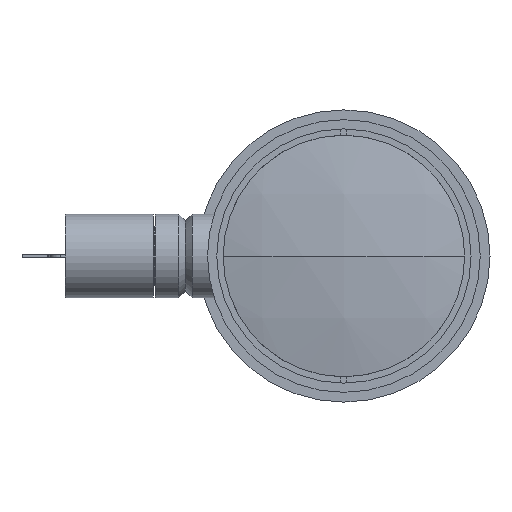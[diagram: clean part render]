
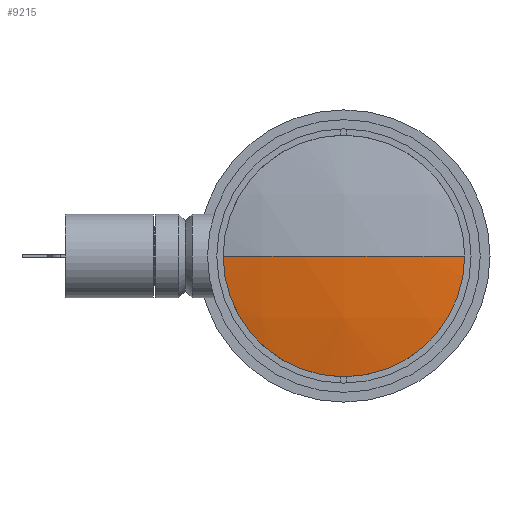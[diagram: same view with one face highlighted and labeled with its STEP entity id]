
A CAD part, left-side view. The second image highlights one B-rep face of the part: STEP entity #9215.
In plain terms, the highlighted spherical face has radius 151.75 mm.
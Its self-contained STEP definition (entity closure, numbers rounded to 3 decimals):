
#4999 = EDGE_CURVE ( 'NONE', #26660, #36030, #13353, .T. ) ;
#6311 = CIRCLE ( 'NONE', #34913, 151.75 ) ;
#6704 = CARTESIAN_POINT ( 'NONE',  ( 0., 0., 0. ) ) ;
#9215 = ADVANCED_FACE ( 'NONE', ( #80137 ), #56777, .T. ) ;
#13353 = CIRCLE ( 'NONE', #27216, 31.5 ) ;
#17759 = ORIENTED_EDGE ( 'NONE', *, *, #25263, .T. ) ;
#18453 = DIRECTION ( 'NONE',  ( 0., 0., -1. ) ) ;
#22270 = CARTESIAN_POINT ( 'NONE',  ( 3.305, 0., -31.5 ) ) ;
#25263 = EDGE_CURVE ( 'NONE', #34674, #26660, #81717, .T. ) ;
#26660 = VERTEX_POINT ( 'NONE', #22270 ) ;
#26949 = DIRECTION ( 'NONE',  ( 0., 0., -1. ) ) ;
#27216 = AXIS2_PLACEMENT_3D ( 'NONE', #59632, #89958, #52173 ) ;
#30579 = AXIS2_PLACEMENT_3D ( 'NONE', #50798, #26949, #58256 ) ;
#31205 = ORIENTED_EDGE ( 'NONE', *, *, #62401, .F. ) ;
#31882 = CARTESIAN_POINT ( 'NONE',  ( 151.75, 0., 0. ) ) ;
#34674 = VERTEX_POINT ( 'NONE', #54464 ) ;
#34913 = AXIS2_PLACEMENT_3D ( 'NONE', #44678, #51188, #35267 ) ;
#35267 = DIRECTION ( 'NONE',  ( 1., 0., 0. ) ) ;
#36030 = VERTEX_POINT ( 'NONE', #70484 ) ;
#37746 = DIRECTION ( 'NONE',  ( -1., 0., 0. ) ) ;
#39232 = AXIS2_PLACEMENT_3D ( 'NONE', #31882, #18453, #78100 ) ;
#40172 = ORIENTED_EDGE ( 'NONE', *, *, #4999, .T. ) ;
#44678 = CARTESIAN_POINT ( 'NONE',  ( 151.75, 0., 0. ) ) ;
#48463 = AXIS2_PLACEMENT_3D ( 'NONE', #75982, #37746, #98397 ) ;
#50344 = ORIENTED_EDGE ( 'NONE', *, *, #79022, .T. ) ;
#50798 = CARTESIAN_POINT ( 'NONE',  ( 151.75, 0., 0. ) ) ;
#51188 = DIRECTION ( 'NONE',  ( 0., 0., 1. ) ) ;
#52173 = DIRECTION ( 'NONE',  ( 0., 0., 1. ) ) ;
#53502 = CIRCLE ( 'NONE', #39232, 151.75 ) ;
#54464 = CARTESIAN_POINT ( 'NONE',  ( 3.305, 31.5, 0. ) ) ;
#56777 = SPHERICAL_SURFACE ( 'NONE', #30579, 151.75 ) ;
#58256 = DIRECTION ( 'NONE',  ( 0., 1., 0. ) ) ;
#59632 = CARTESIAN_POINT ( 'NONE',  ( 3.305, 0., 0. ) ) ;
#62401 = EDGE_CURVE ( 'NONE', #34674, #86586, #6311, .T. ) ;
#70484 = CARTESIAN_POINT ( 'NONE',  ( 3.305, -31.5, 0. ) ) ;
#75982 = CARTESIAN_POINT ( 'NONE',  ( 3.305, 0., 0. ) ) ;
#78100 = DIRECTION ( 'NONE',  ( 0., 1., 0. ) ) ;
#79022 = EDGE_CURVE ( 'NONE', #36030, #86586, #53502, .T. ) ;
#80137 = FACE_OUTER_BOUND ( 'NONE', #94153, .T. ) ;
#81717 = CIRCLE ( 'NONE', #48463, 31.5 ) ;
#86586 = VERTEX_POINT ( 'NONE', #6704 ) ;
#89958 = DIRECTION ( 'NONE',  ( -1., 0., 0. ) ) ;
#94153 = EDGE_LOOP ( 'NONE', ( #17759, #40172, #50344, #31205 ) ) ;
#98397 = DIRECTION ( 'NONE',  ( 0., 0., 1. ) ) ;
